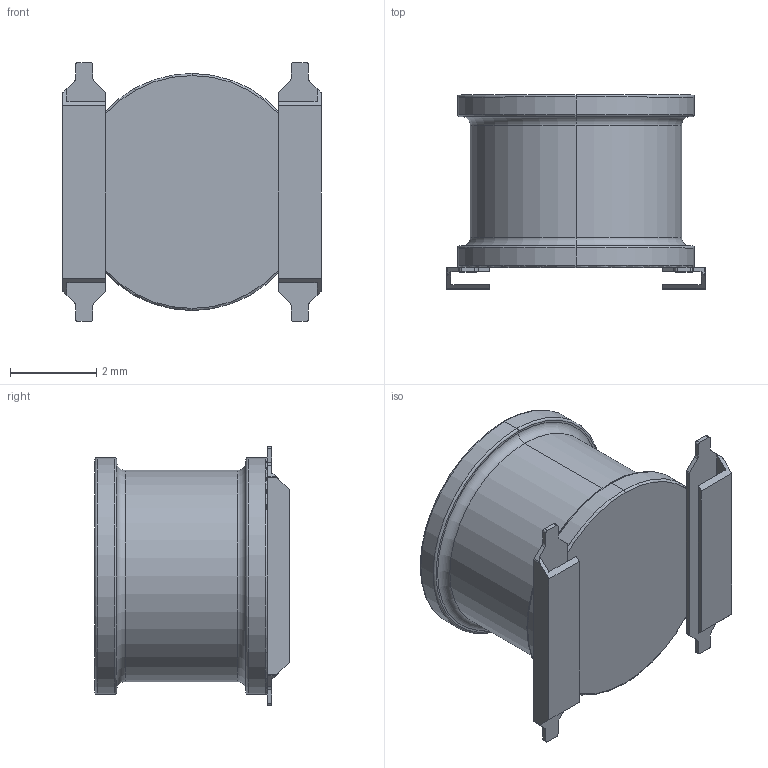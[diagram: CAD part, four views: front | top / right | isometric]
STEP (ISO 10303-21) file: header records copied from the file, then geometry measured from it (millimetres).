
FILE_DESCRIPTION (( 'STEP AP214' ), '1' );
FILE_NAME ('User Library-Inductor VLC6045 Series.STEP', '2016-09-11T20:26:33', ( 'Windows User' ), ( '' ), 'SwSTEP 2.0', 'SolidWorks 2016', '' );
FILE_SCHEMA (( 'AUTOMOTIVE_DESIGN' ));
Length unit declared in the file: millimetre
Products named in the file (1): User Library-Inductor VLC6045 Series
Bounding box: 6 x 4.5 x 6 mm (x, y, z)
Volume: 82.7 mm3; surface area: 156.1 mm2
Topology: 1 solids, 1 shells, 86 faces, 226 edges, 144 vertices
Faces by surface type: plane 44, cylinder 30, torus 12
Entity records: 3634 total; most frequent: DIRECTION 480, CARTESIAN_POINT 469, ORIENTED_EDGE 452, EDGE_CURVE 226, AXIS2_PLACEMENT_3D 171, VERTEX_POINT 144, VECTOR 138, LINE 138
